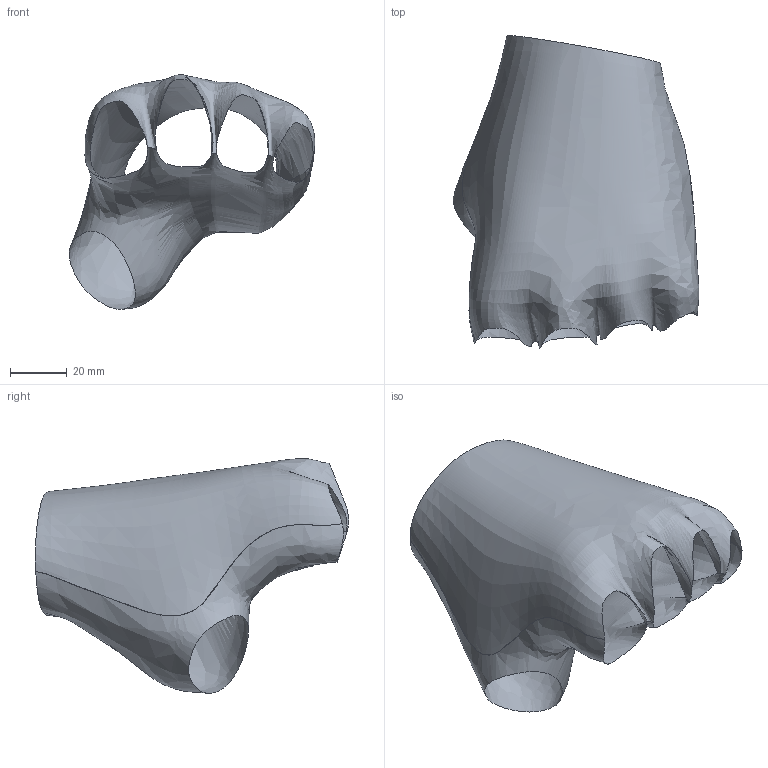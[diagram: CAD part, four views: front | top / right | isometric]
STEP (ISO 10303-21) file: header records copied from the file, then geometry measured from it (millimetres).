
FILE_DESCRIPTION(('FreeCAD Model'),'2;1');
FILE_NAME('Open CASCADE Shape Model','2021-11-14T07:56:33',('Author'),( ''),'Open CASCADE STEP processor 7.4','FreeCAD','Unknown');
FILE_SCHEMA(('CONFIG_CONTROL_DESIGN','SHAPE_APPEARANCE_LAYER_MIM'));
Length unit declared in the file: millimetre
Products named in the file (3): Unnamed; Document.2; Document.1
Assembly tree (2 placements, depth 2):
  Unnamed
    Document.2
    Document.1
Bounding box: 86.28 x 110.01 x 82.41 mm (x, y, z)
Surface area: 22646.8 mm2 (no closed solid volume)
Topology: 0 solids, 2 shells, 2 faces, 31 edges, 31 vertices
Faces by surface type: bspline 2
Entity records: 24562 total; most frequent: CARTESIAN_POINT 24171, B_SPLINE_CURVE_WITH_KNOTS 55, ORIENTED_EDGE 31, EDGE_CURVE 31, VERTEX_POINT 31, SURFACE_CURVE 31, PCURVE 31, DEFINITIONAL_REPRESENTATION 31
